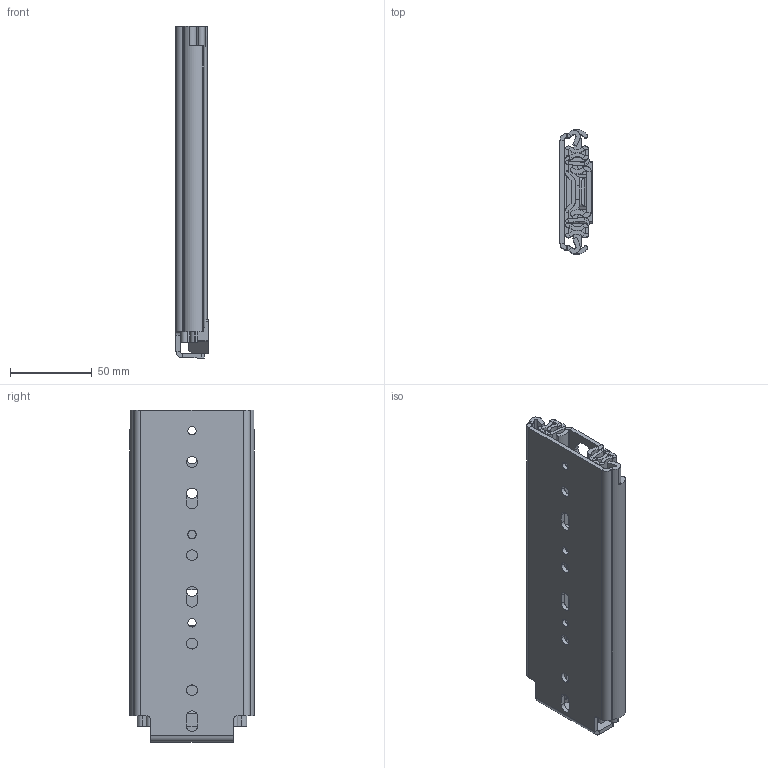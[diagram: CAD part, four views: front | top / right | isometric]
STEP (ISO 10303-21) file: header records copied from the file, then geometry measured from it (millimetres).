
FILE_DESCRIPTION (( 'STEP AP214' ), '1' );
FILE_NAME ('FR_5400.0203mm_0008inch_closed.STEP', '2022-10-12T06:33:12', ( '' ), ( '' ), 'SwSTEP 2.0', 'SolidWorks 2020', '' );
FILE_SCHEMA (( 'AUTOMOTIVE_DESIGN' ));
Length unit declared in the file: millimetre
Products named in the file (9): 5400.XXX-02.T018_NL  8; 5400.XXX-03.T018_NL  8; 5400 Rivet Stop; 5400.XXX-01.T018_NL  8; FR_5400.0203mm_0008inch_closed; 5400 Stop
Assembly tree (8 placements, depth 3):
  FR_5400.0203mm_0008inch_closed
    5400.XXX-01.T018_NL  8
      5400.XXX-01.T018_NL  8
    5400.XXX-03.T018_NL  8
      5400.XXX-03.T018_NL  8
    5400.XXX-02.T018_NL  8
      5400.XXX-02.T018_NL  8
      5400 Stop
      5400 Rivet Stop
Bounding box: 19.7 x 76.19 x 203.2 mm (x, y, z)
Volume: 126934.3 mm3; surface area: 108716.5 mm2
Topology: 5 solids, 5 shells, 520 faces, 1375 edges, 854 vertices
Faces by surface type: plane 308, cylinder 212
Entity records: 16395 total; most frequent: DIRECTION 2873, CARTESIAN_POINT 2793, ORIENTED_EDGE 2750, EDGE_CURVE 1375, AXIS2_PLACEMENT_3D 974, LINE 925, VECTOR 925, VERTEX_POINT 854
